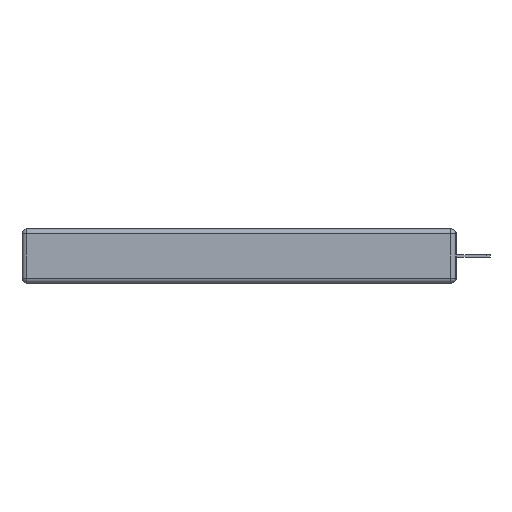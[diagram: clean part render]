
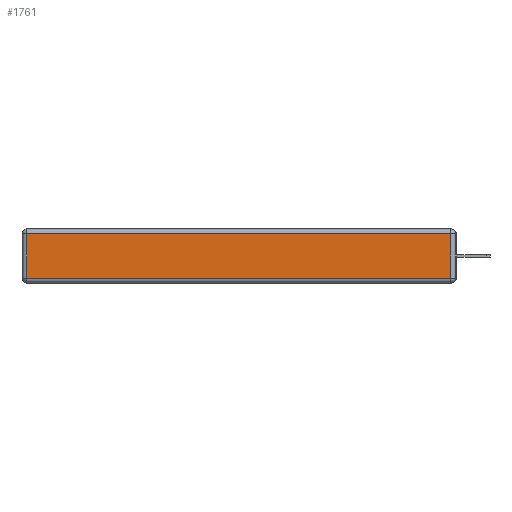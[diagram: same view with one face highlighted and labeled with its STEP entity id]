
A CAD part, left-side view. The second image highlights one B-rep face of the part: STEP entity #1761.
In plain terms, the highlighted planar face has unit normal (-1, 0, 0).
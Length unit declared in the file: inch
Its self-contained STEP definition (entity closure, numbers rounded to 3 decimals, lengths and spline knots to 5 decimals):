
#5 = EDGE_LOOP ( 'NONE', ( #4497, #13070, #13416, #11992 ) ) ;
#1761 = ADVANCED_FACE ( 'NONE', ( #2246 ), #8420, .T. ) ;
#2166 = DIRECTION ( 'NONE',  ( -1., 0., 0. ) ) ;
#2246 = FACE_OUTER_BOUND ( 'NONE', #5, .T. ) ;
#3271 = VECTOR ( 'NONE', #14718, 39.37008 ) ;
#4233 = VERTEX_POINT ( 'NONE', #6985 ) ;
#4497 = ORIENTED_EDGE ( 'NONE', *, *, #16047, .T. ) ;
#4746 = AXIS2_PLACEMENT_3D ( 'NONE', #6024, #2166, #7253 ) ;
#5706 = VECTOR ( 'NONE', #14701, 39.37008 ) ;
#5851 = VERTEX_POINT ( 'NONE', #11304 ) ;
#5950 = CARTESIAN_POINT ( 'NONE',  ( 0., 0.03, -0.343 ) ) ;
#6024 = CARTESIAN_POINT ( 'NONE',  ( 0., 0., -0.343 ) ) ;
#6469 = CARTESIAN_POINT ( 'NONE',  ( 0., 0.03, -0.03 ) ) ;
#6914 = VECTOR ( 'NONE', #8067, 39.37008 ) ;
#6985 = CARTESIAN_POINT ( 'NONE',  ( 0., 2.72, -0.313 ) ) ;
#7253 = DIRECTION ( 'NONE',  ( 0., 0., 1. ) ) ;
#7467 = CARTESIAN_POINT ( 'NONE',  ( 0., 2.75, -0.03 ) ) ;
#7516 = VERTEX_POINT ( 'NONE', #6469 ) ;
#8067 = DIRECTION ( 'NONE',  ( 0., -1., 0. ) ) ;
#8420 = PLANE ( 'NONE',  #4746 ) ;
#9343 = CARTESIAN_POINT ( 'NONE',  ( 0., 0., -0.313 ) ) ;
#9354 = VECTOR ( 'NONE', #9907, 39.37008 ) ;
#9673 = LINE ( 'NONE', #7467, #9354 ) ;
#9907 = DIRECTION ( 'NONE',  ( 0., 1., 0. ) ) ;
#11068 = EDGE_CURVE ( 'NONE', #5851, #7516, #12245, .T. ) ;
#11304 = CARTESIAN_POINT ( 'NONE',  ( 0., 0.03, -0.313 ) ) ;
#11602 = CARTESIAN_POINT ( 'NONE',  ( 0., 2.72, -0.03 ) ) ;
#11992 = ORIENTED_EDGE ( 'NONE', *, *, #12658, .T. ) ;
#12037 = VERTEX_POINT ( 'NONE', #11602 ) ;
#12245 = LINE ( 'NONE', #5950, #3271 ) ;
#12395 = CARTESIAN_POINT ( 'NONE',  ( 0., 2.72, -0.343 ) ) ;
#12658 = EDGE_CURVE ( 'NONE', #12037, #4233, #14865, .T. ) ;
#13061 = EDGE_CURVE ( 'NONE', #7516, #12037, #9673, .T. ) ;
#13070 = ORIENTED_EDGE ( 'NONE', *, *, #11068, .T. ) ;
#13416 = ORIENTED_EDGE ( 'NONE', *, *, #13061, .T. ) ;
#13945 = LINE ( 'NONE', #9343, #6914 ) ;
#14701 = DIRECTION ( 'NONE',  ( 0., 0., -1. ) ) ;
#14718 = DIRECTION ( 'NONE',  ( 0., 0., 1. ) ) ;
#14865 = LINE ( 'NONE', #12395, #5706 ) ;
#16047 = EDGE_CURVE ( 'NONE', #4233, #5851, #13945, .T. ) ;
